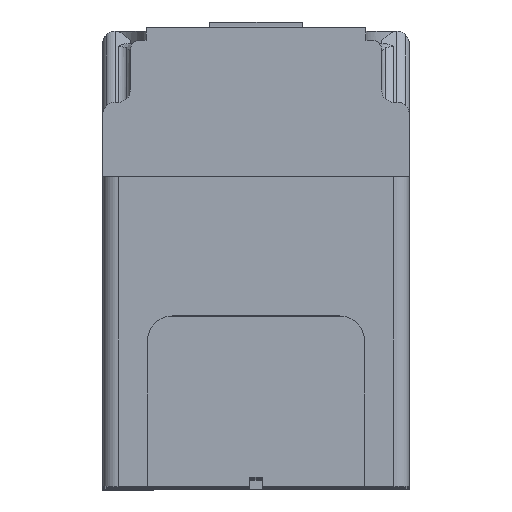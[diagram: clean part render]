
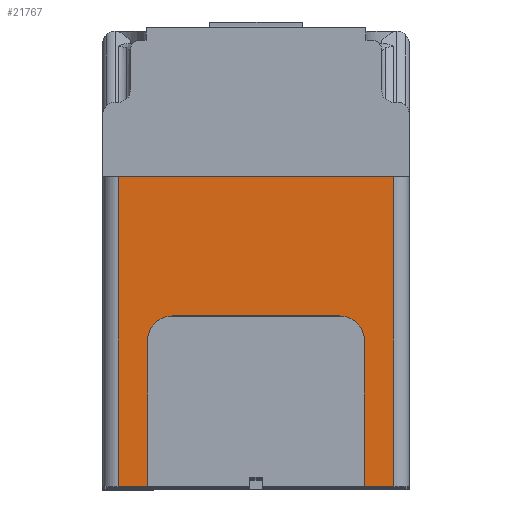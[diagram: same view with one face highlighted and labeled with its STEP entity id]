
A CAD part, top view. The second image highlights one B-rep face of the part: STEP entity #21767.
In plain terms, the highlighted face is planar.
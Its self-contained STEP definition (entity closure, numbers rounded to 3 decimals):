
#13120=AXIS2_PLACEMENT_3D('Circle Axis2P3D',#13118,#13119,$) ;
#13175=AXIS2_PLACEMENT_3D('Circle Axis2P3D',#13173,#13174,$) ;
#21744=AXIS2_PLACEMENT_3D('Plane Axis2P3D',#21741,#21742,#21743) ;
#12135=CARTESIAN_POINT('Vertex',(92.25,-44.5,0.)) ;
#12138=CARTESIAN_POINT('Line Origine',(92.25,-44.5,50.)) ;
#12142=CARTESIAN_POINT('Vertex',(92.25,-44.5,100.)) ;
#12266=CARTESIAN_POINT('Vertex',(92.25,44.5,100.)) ;
#12269=CARTESIAN_POINT('Line Origine',(92.25,44.5,50.)) ;
#12273=CARTESIAN_POINT('Vertex',(92.25,44.5,0.)) ;
#12410=CARTESIAN_POINT('Line Origine',(92.25,35.,76.5)) ;
#12414=CARTESIAN_POINT('Vertex',(92.25,35.,53.)) ;
#12416=CARTESIAN_POINT('Vertex',(92.25,35.,100.)) ;
#13077=CARTESIAN_POINT('Vertex',(92.25,-27.,45.)) ;
#13080=CARTESIAN_POINT('Line Origine',(92.25,0.,45.)) ;
#13084=CARTESIAN_POINT('Vertex',(92.25,27.,45.)) ;
#13115=CARTESIAN_POINT('Vertex',(92.25,-35.,53.)) ;
#13118=CARTESIAN_POINT('Axis2P3D Location',(92.25,-27.,53.)) ;
#13146=CARTESIAN_POINT('Vertex',(92.25,-35.,100.)) ;
#13149=CARTESIAN_POINT('Line Origine',(92.25,-35.,76.5)) ;
#13173=CARTESIAN_POINT('Axis2P3D Location',(92.25,27.,53.)) ;
#21592=CARTESIAN_POINT('Line Origine',(92.25,-43.5,100.)) ;
#21596=CARTESIAN_POINT('Vertex',(92.25,-42.5,100.)) ;
#21599=CARTESIAN_POINT('Line Origine',(92.25,-39.625,100.)) ;
#21603=CARTESIAN_POINT('Vertex',(92.25,-36.75,100.)) ;
#21606=CARTESIAN_POINT('Line Origine',(92.25,-35.875,100.)) ;
#21691=CARTESIAN_POINT('Line Origine',(92.25,35.875,100.)) ;
#21695=CARTESIAN_POINT('Vertex',(92.25,36.75,100.)) ;
#21698=CARTESIAN_POINT('Line Origine',(92.25,39.625,100.)) ;
#21702=CARTESIAN_POINT('Vertex',(92.25,42.5,100.)) ;
#21705=CARTESIAN_POINT('Line Origine',(92.25,43.5,100.)) ;
#21741=CARTESIAN_POINT('Axis2P3D Location',(92.25,49.5,0.)) ;
#21746=CARTESIAN_POINT('Line Origine',(92.25,0.,0.)) ;
#12139=DIRECTION('Vector Direction',(0.,0.,-1.)) ;
#12270=DIRECTION('Vector Direction',(0.,0.,-1.)) ;
#12411=DIRECTION('Vector Direction',(0.,0.,1.)) ;
#13081=DIRECTION('Vector Direction',(0.,1.,0.)) ;
#13119=DIRECTION('Axis2P3D Direction',(1.,0.,0.)) ;
#13150=DIRECTION('Vector Direction',(0.,0.,1.)) ;
#13174=DIRECTION('Axis2P3D Direction',(-1.,0.,0.)) ;
#21593=DIRECTION('Vector Direction',(0.,1.,0.)) ;
#21600=DIRECTION('Vector Direction',(0.,-1.,0.)) ;
#21607=DIRECTION('Vector Direction',(0.,-1.,0.)) ;
#21692=DIRECTION('Vector Direction',(0.,-1.,0.)) ;
#21699=DIRECTION('Vector Direction',(0.,-1.,0.)) ;
#21706=DIRECTION('Vector Direction',(0.,1.,0.)) ;
#21742=DIRECTION('Axis2P3D Direction',(-1.,0.,0.)) ;
#21743=DIRECTION('Axis2P3D XDirection',(0.,-1.,0.)) ;
#21747=DIRECTION('Vector Direction',(0.,1.,0.)) ;
#12140=VECTOR('Line Direction',#12139,1.) ;
#12271=VECTOR('Line Direction',#12270,1.) ;
#12412=VECTOR('Line Direction',#12411,1.) ;
#13082=VECTOR('Line Direction',#13081,1.) ;
#13151=VECTOR('Line Direction',#13150,1.) ;
#21594=VECTOR('Line Direction',#21593,1.) ;
#21601=VECTOR('Line Direction',#21600,1.) ;
#21608=VECTOR('Line Direction',#21607,1.) ;
#21693=VECTOR('Line Direction',#21692,1.) ;
#21700=VECTOR('Line Direction',#21699,1.) ;
#21707=VECTOR('Line Direction',#21706,1.) ;
#21748=VECTOR('Line Direction',#21747,1.) ;
#21752=ORIENTED_EDGE('',*,*,#12275,.T.) ;
#21753=ORIENTED_EDGE('',*,*,#21709,.F.) ;
#21754=ORIENTED_EDGE('',*,*,#21704,.F.) ;
#21755=ORIENTED_EDGE('',*,*,#21697,.F.) ;
#21756=ORIENTED_EDGE('',*,*,#12418,.F.) ;
#21757=ORIENTED_EDGE('',*,*,#13177,.F.) ;
#21758=ORIENTED_EDGE('',*,*,#13086,.T.) ;
#21759=ORIENTED_EDGE('',*,*,#13122,.F.) ;
#21760=ORIENTED_EDGE('',*,*,#13153,.T.) ;
#21761=ORIENTED_EDGE('',*,*,#21610,.F.) ;
#21762=ORIENTED_EDGE('',*,*,#21605,.F.) ;
#21763=ORIENTED_EDGE('',*,*,#21598,.F.) ;
#21764=ORIENTED_EDGE('',*,*,#12144,.F.) ;
#21765=ORIENTED_EDGE('',*,*,#21750,.T.) ;
#21767=ADVANCED_FACE('Brep With Voids',(#21766),#21745,.F.) ;
#13121=CIRCLE('generated circle',#13120,8.) ;
#13176=CIRCLE('generated circle',#13175,8.) ;
#12144=EDGE_CURVE('',#12136,#12143,#12141,.F.) ;
#12275=EDGE_CURVE('',#12274,#12267,#12272,.F.) ;
#12418=EDGE_CURVE('',#12415,#12417,#12413,.T.) ;
#13086=EDGE_CURVE('',#13085,#13078,#13083,.F.) ;
#13122=EDGE_CURVE('',#13116,#13078,#13121,.T.) ;
#13153=EDGE_CURVE('',#13116,#13147,#13152,.T.) ;
#13177=EDGE_CURVE('',#13085,#12415,#13176,.F.) ;
#21598=EDGE_CURVE('',#12143,#21597,#21595,.T.) ;
#21605=EDGE_CURVE('',#21597,#21604,#21602,.F.) ;
#21610=EDGE_CURVE('',#21604,#13147,#21609,.F.) ;
#21697=EDGE_CURVE('',#12417,#21696,#21694,.F.) ;
#21704=EDGE_CURVE('',#21696,#21703,#21701,.F.) ;
#21709=EDGE_CURVE('',#21703,#12267,#21708,.T.) ;
#21750=EDGE_CURVE('',#12136,#12274,#21749,.T.) ;
#21751=EDGE_LOOP('',(#21752,#21753,#21754,#21755,#21756,#21757,#21758,#21759,#21760,#21761,#21762,#21763,#21764,#21765)) ;
#21766=FACE_OUTER_BOUND('',#21751,.T.) ;
#12141=LINE('Line',#12138,#12140) ;
#12272=LINE('Line',#12269,#12271) ;
#12413=LINE('Line',#12410,#12412) ;
#13083=LINE('Line',#13080,#13082) ;
#13152=LINE('Line',#13149,#13151) ;
#21595=LINE('Line',#21592,#21594) ;
#21602=LINE('Line',#21599,#21601) ;
#21609=LINE('Line',#21606,#21608) ;
#21694=LINE('Line',#21691,#21693) ;
#21701=LINE('Line',#21698,#21700) ;
#21708=LINE('Line',#21705,#21707) ;
#21749=LINE('Line',#21746,#21748) ;
#21745=PLANE('',#21744) ;
#12136=VERTEX_POINT('',#12135) ;
#12143=VERTEX_POINT('',#12142) ;
#12267=VERTEX_POINT('',#12266) ;
#12274=VERTEX_POINT('',#12273) ;
#12415=VERTEX_POINT('',#12414) ;
#12417=VERTEX_POINT('',#12416) ;
#13078=VERTEX_POINT('',#13077) ;
#13085=VERTEX_POINT('',#13084) ;
#13116=VERTEX_POINT('',#13115) ;
#13147=VERTEX_POINT('',#13146) ;
#21597=VERTEX_POINT('',#21596) ;
#21604=VERTEX_POINT('',#21603) ;
#21696=VERTEX_POINT('',#21695) ;
#21703=VERTEX_POINT('',#21702) ;
